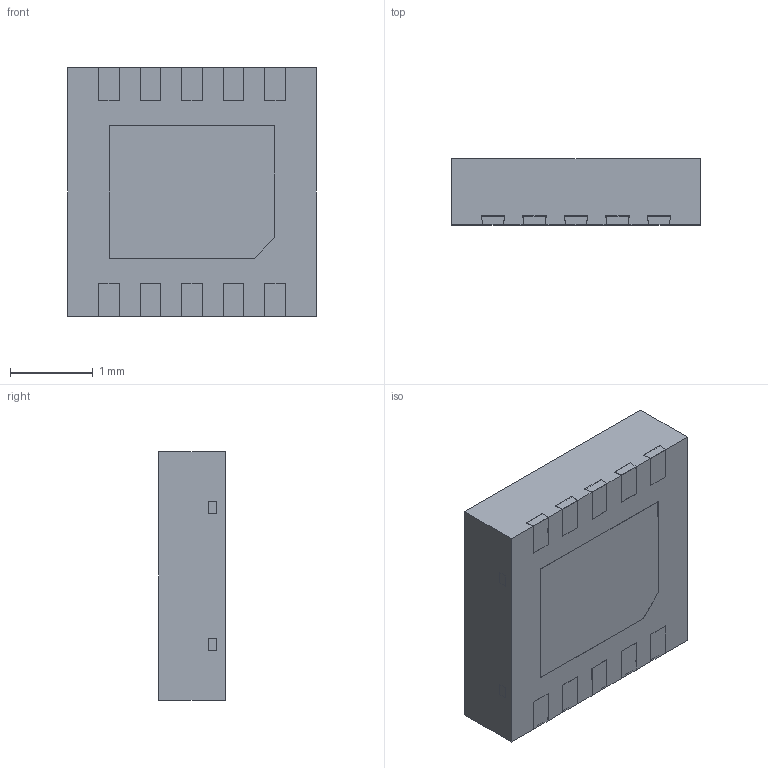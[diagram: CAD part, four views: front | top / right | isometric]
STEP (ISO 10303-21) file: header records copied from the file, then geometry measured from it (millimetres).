
FILE_DESCRIPTION((''),'2;1');
FILE_NAME('SDA10A_ASM','2012-02-09T',('CKXSSC'),(''),'PRO/ENGINEER BY PARAMETRIC TECHNOLOGY CORPORATION, 2011220','PRO/ENGINEER BY PARAMETRIC TECHNOLOGY CORPORATION, 2011220','');
FILE_SCHEMA(('AUTOMOTIVE_DESIGN_CC2 { 1 2 10303 214 -1 1 5 2 }'));
Length unit declared in the file: millimetre
Products named in the file (3): BODY_SDA10A; FRAME_SDA10A; SDA10A_ASM
Assembly tree (2 placements, depth 2):
  SDA10A_ASM
    BODY_SDA10A
    FRAME_SDA10A
Bounding box: 3 x 0.8 x 3 mm (x, y, z)
Volume: 7.2 mm3; surface area: 37.4 mm2
Topology: 16 solids, 16 shells, 203 faces, 498 edges, 332 vertices
Faces by surface type: plane 173, cylinder 30
Entity records: 7673 total; most frequent: CARTESIAN_POINT 1198, ORIENTED_EDGE 996, DIRECTION 864, PRESENTATION_STYLE_ASSIGNMENT 525, STYLED_ITEM 514, CURVE_STYLE 498, EDGE_CURVE 498, VECTOR 448
